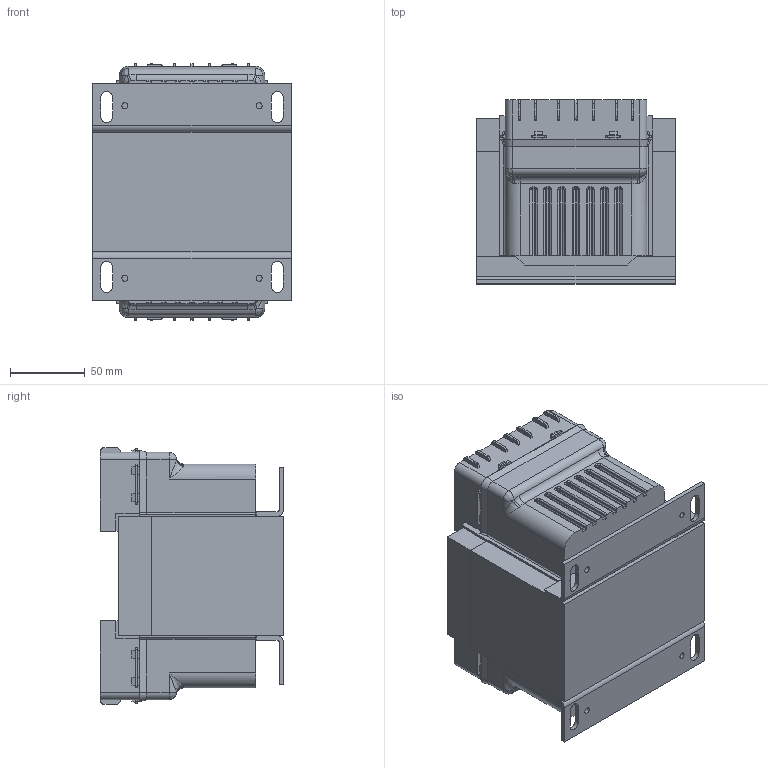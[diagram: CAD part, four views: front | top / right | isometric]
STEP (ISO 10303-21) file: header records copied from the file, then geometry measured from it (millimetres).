
FILE_DESCRIPTION (( 'STEP AP214' ), '1' );
FILE_NAME ('PH1000MQMJ.step', '2017-08-10T15:53:09', ( '' ), ( '' ), 'SwSTEP 2.0', 'SolidWorks 2017', '' );
FILE_SCHEMA (( 'AUTOMOTIVE_DESIGN' ));
Length unit declared in the file: inch
Products named in the file (1): PH1000MQMJ
Bounding box: 133.35 x 123.12 x 171.87 mm (x, y, z)
Volume: 2002447.7 mm3; surface area: 214928.1 mm2
Topology: 8 solids, 8 shells, 690 faces, 1846 edges, 1144 vertices
Faces by surface type: plane 386, cylinder 220, bspline 80, cone 4
Entity records: 22976 total; most frequent: CARTESIAN_POINT 6104, ORIENTED_EDGE 3620, DIRECTION 3292, EDGE_CURVE 1810, VECTOR 1294, LINE 1294, VERTEX_POINT 1144, AXIS2_PLACEMENT_3D 999
